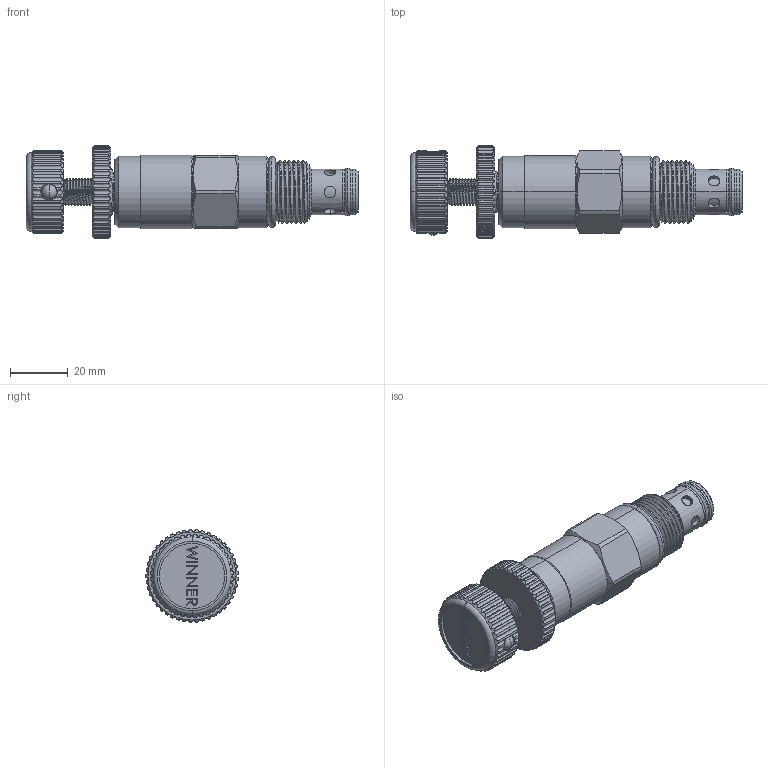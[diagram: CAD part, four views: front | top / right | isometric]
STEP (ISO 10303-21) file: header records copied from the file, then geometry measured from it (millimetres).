
FILE_DESCRIPTION (( 'STEP AP203' ), '1' );
FILE_NAME ('RD10W2A-K.STEP', '2021-07-27T06:57:29', ( '' ), ( '' ), 'SwSTEP 2.0', 'SolidWorks 2018', '' );
FILE_SCHEMA (( 'CONFIG_CONTROL_DESIGN' ));
Length unit declared in the file: millimetre
Products named in the file (1): RD10W2A-K
Bounding box: 115.4 x 32.18 x 32.2 mm (x, y, z)
Volume: 49110.5 mm3; surface area: 13962 mm2
Topology: 3 solids, 3 shells, 494 faces, 1335 edges, 877 vertices
Faces by surface type: cylinder 321, plane 107, cone 39, torus 14, bspline 11, sphere 2
Entity records: 25933 total; most frequent: CARTESIAN_POINT 14026, ORIENTED_EDGE 2670, DIRECTION 2238, EDGE_CURVE 1335, VERTEX_POINT 877, AXIS2_PLACEMENT_3D 835, LINE 568, VECTOR 568
